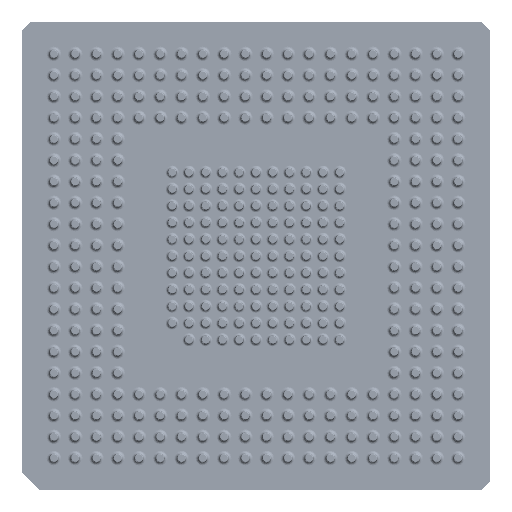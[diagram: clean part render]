
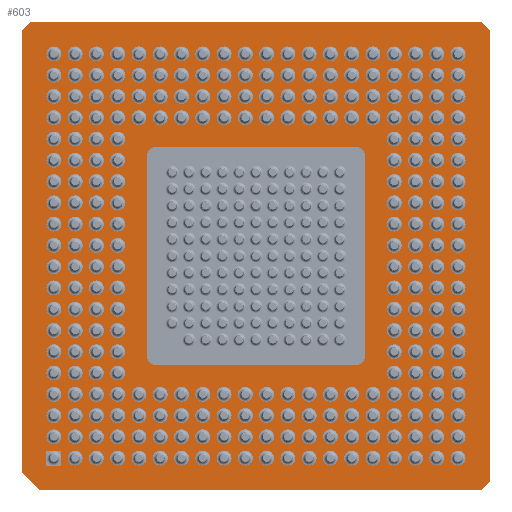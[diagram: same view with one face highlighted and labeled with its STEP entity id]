
A CAD part, front view. The second image highlights one B-rep face of the part: STEP entity #603.
In plain terms, the highlighted planar face has unit normal (0, -1, 0).
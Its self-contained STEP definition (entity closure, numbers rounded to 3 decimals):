
#43=DIRECTION('',(0.,0.,1.));
#44=VECTOR('',#43,26.41);
#45=CARTESIAN_POINT('',(-13.97,0.,-12.95));
#46=LINE('',#45,#44);
#51=DIRECTION('',(1.,0.,0.));
#52=VECTOR('',#51,26.92);
#53=CARTESIAN_POINT('',(-13.46,0.,13.97));
#54=LINE('',#53,#52);
#58=DIRECTION('',(0.,0.,-1.));
#59=VECTOR('',#58,26.92);
#60=CARTESIAN_POINT('',(13.97,0.,13.46));
#61=LINE('',#60,#59);
#65=DIRECTION('',(-1.,0.,0.));
#66=VECTOR('',#65,26.41);
#67=CARTESIAN_POINT('',(13.46,0.,-13.97));
#68=LINE('',#67,#66);
#72=DIRECTION('',(1.,0.,0.));
#73=VECTOR('',#72,0.89);
#74=CARTESIAN_POINT('',(-12.51,0.,-12.51));
#75=LINE('',#74,#73);
#79=DIRECTION('',(0.,0.,1.));
#80=VECTOR('',#79,0.89);
#81=CARTESIAN_POINT('',(-11.62,0.,-12.51));
#82=LINE('',#81,#80);
#86=DIRECTION('',(-1.,0.,0.));
#87=VECTOR('',#86,0.89);
#88=CARTESIAN_POINT('',(-11.62,0.,-11.62));
#89=LINE('',#88,#87);
#93=DIRECTION('',(0.,0.,-1.));
#94=VECTOR('',#93,0.89);
#95=CARTESIAN_POINT('',(-12.51,0.,-11.62));
#96=LINE('',#95,#94);
#100=CARTESIAN_POINT('',(6.,0.,-6.));
#101=DIRECTION('',(0.,-1.,0.));
#102=DIRECTION('',(0.,0.,-1.));
#103=AXIS2_PLACEMENT_3D('',#100,#101,#102);
#108=DIRECTION('',(0.,0.,1.));
#109=VECTOR('',#108,12.);
#110=CARTESIAN_POINT('',(6.5,0.,-6.));
#111=LINE('',#110,#109);
#115=CARTESIAN_POINT('',(6.,0.,6.));
#116=DIRECTION('',(0.,-1.,0.));
#117=DIRECTION('',(1.,0.,0.));
#118=AXIS2_PLACEMENT_3D('',#115,#116,#117);
#123=DIRECTION('',(-1.,0.,0.));
#124=VECTOR('',#123,12.);
#125=CARTESIAN_POINT('',(6.,0.,6.5));
#126=LINE('',#125,#124);
#130=CARTESIAN_POINT('',(-6.,0.,6.));
#131=DIRECTION('',(0.,-1.,0.));
#132=DIRECTION('',(0.,0.,1.));
#133=AXIS2_PLACEMENT_3D('',#130,#131,#132);
#138=DIRECTION('',(0.,0.,-1.));
#139=VECTOR('',#138,12.);
#140=CARTESIAN_POINT('',(-6.5,0.,6.));
#141=LINE('',#140,#139);
#145=CARTESIAN_POINT('',(-6.,0.,-6.));
#146=DIRECTION('',(0.,-1.,0.));
#147=DIRECTION('',(-1.,0.,0.));
#148=AXIS2_PLACEMENT_3D('',#145,#146,#147);
#153=DIRECTION('',(1.,0.,0.));
#154=VECTOR('',#153,12.);
#155=CARTESIAN_POINT('',(-6.,0.,-6.5));
#156=LINE('',#155,#154);
#167=DIRECTION('',(0.707,0.,-0.707));
#168=VECTOR('',#167,1.442);
#169=CARTESIAN_POINT('',(-13.97,0.,-12.95));
#170=LINE('',#169,#168);
#195=DIRECTION('',(0.707,0.,0.707));
#196=VECTOR('',#195,0.721);
#197=CARTESIAN_POINT('',(13.46,0.,-13.97));
#198=LINE('',#197,#196);
#223=DIRECTION('',(-0.707,0.,0.707));
#224=VECTOR('',#223,0.721);
#225=CARTESIAN_POINT('',(13.97,0.,13.46));
#226=LINE('',#225,#224);
#251=DIRECTION('',(-0.707,0.,-0.707));
#252=VECTOR('',#251,0.721);
#253=CARTESIAN_POINT('',(-13.46,0.,13.97));
#254=LINE('',#253,#252);
#472=CARTESIAN_POINT('',(-13.97,0.,-12.95));
#474=VERTEX_POINT('',#472);
#476=CARTESIAN_POINT('',(-12.95,0.,-13.97));
#478=VERTEX_POINT('',#476);
#480=CARTESIAN_POINT('',(13.97,0.,13.46));
#482=VERTEX_POINT('',#480);
#484=CARTESIAN_POINT('',(13.46,0.,13.97));
#486=VERTEX_POINT('',#484);
#488=CARTESIAN_POINT('',(-13.46,0.,13.97));
#490=VERTEX_POINT('',#488);
#492=CARTESIAN_POINT('',(-13.97,0.,13.46));
#494=VERTEX_POINT('',#492);
#496=CARTESIAN_POINT('',(13.46,0.,-13.97));
#498=VERTEX_POINT('',#496);
#500=CARTESIAN_POINT('',(13.97,0.,-13.46));
#502=VERTEX_POINT('',#500);
#512=CARTESIAN_POINT('',(-12.51,0.,-12.51));
#513=CARTESIAN_POINT('',(-11.62,0.,-12.51));
#514=VERTEX_POINT('',#512);
#515=VERTEX_POINT('',#513);
#516=CARTESIAN_POINT('',(-11.62,0.,-11.62));
#517=VERTEX_POINT('',#516);
#518=CARTESIAN_POINT('',(-12.51,0.,-11.62));
#519=VERTEX_POINT('',#518);
#536=CARTESIAN_POINT('',(6.,0.,-6.5));
#537=CARTESIAN_POINT('',(6.5,0.,-6.));
#538=VERTEX_POINT('',#536);
#539=VERTEX_POINT('',#537);
#540=CARTESIAN_POINT('',(6.5,0.,6.));
#541=VERTEX_POINT('',#540);
#542=CARTESIAN_POINT('',(6.,0.,6.5));
#543=VERTEX_POINT('',#542);
#544=CARTESIAN_POINT('',(-6.,0.,6.5));
#545=VERTEX_POINT('',#544);
#546=CARTESIAN_POINT('',(-6.5,0.,6.));
#547=VERTEX_POINT('',#546);
#548=CARTESIAN_POINT('',(-6.5,0.,-6.));
#549=VERTEX_POINT('',#548);
#550=CARTESIAN_POINT('',(-6.,0.,-6.5));
#551=VERTEX_POINT('',#550);
#552=CARTESIAN_POINT('',(0.,0.,0.));
#553=DIRECTION('',(0.,1.,0.));
#554=DIRECTION('',(1.,0.,0.));
#555=AXIS2_PLACEMENT_3D('',#552,#553,#554);
#556=PLANE('',#555);
#558=ORIENTED_EDGE('',*,*,#557,.T.);
#560=ORIENTED_EDGE('',*,*,#559,.F.);
#562=ORIENTED_EDGE('',*,*,#561,.T.);
#564=ORIENTED_EDGE('',*,*,#563,.F.);
#566=ORIENTED_EDGE('',*,*,#565,.T.);
#568=ORIENTED_EDGE('',*,*,#567,.F.);
#570=ORIENTED_EDGE('',*,*,#569,.T.);
#572=ORIENTED_EDGE('',*,*,#571,.F.);
#573=EDGE_LOOP('',(#558,#560,#562,#564,#566,#568,#570,#572));
#574=FACE_OUTER_BOUND('',#573,.F.);
#576=ORIENTED_EDGE('',*,*,#575,.T.);
#578=ORIENTED_EDGE('',*,*,#577,.T.);
#580=ORIENTED_EDGE('',*,*,#579,.T.);
#582=ORIENTED_EDGE('',*,*,#581,.T.);
#583=EDGE_LOOP('',(#576,#578,#580,#582));
#584=FACE_BOUND('',#583,.F.);
#586=ORIENTED_EDGE('',*,*,#585,.T.);
#588=ORIENTED_EDGE('',*,*,#587,.T.);
#590=ORIENTED_EDGE('',*,*,#589,.T.);
#592=ORIENTED_EDGE('',*,*,#591,.T.);
#594=ORIENTED_EDGE('',*,*,#593,.T.);
#596=ORIENTED_EDGE('',*,*,#595,.T.);
#598=ORIENTED_EDGE('',*,*,#597,.T.);
#600=ORIENTED_EDGE('',*,*,#599,.T.);
#601=EDGE_LOOP('',(#586,#588,#590,#592,#594,#596,#598,#600));
#602=FACE_BOUND('',#601,.F.);
#603=ADVANCED_FACE('',(#574,#584,#602),#556,.F.);
#104=CIRCLE('',#103,0.5);
#119=CIRCLE('',#118,0.5);
#134=CIRCLE('',#133,0.5);
#149=CIRCLE('',#148,0.5);
#557=EDGE_CURVE('',#474,#494,#46,.T.);
#559=EDGE_CURVE('',#490,#494,#254,.T.);
#561=EDGE_CURVE('',#490,#486,#54,.T.);
#563=EDGE_CURVE('',#482,#486,#226,.T.);
#565=EDGE_CURVE('',#482,#502,#61,.T.);
#567=EDGE_CURVE('',#498,#502,#198,.T.);
#569=EDGE_CURVE('',#498,#478,#68,.T.);
#571=EDGE_CURVE('',#474,#478,#170,.T.);
#575=EDGE_CURVE('',#514,#515,#75,.T.);
#577=EDGE_CURVE('',#515,#517,#82,.T.);
#579=EDGE_CURVE('',#517,#519,#89,.T.);
#581=EDGE_CURVE('',#519,#514,#96,.T.);
#585=EDGE_CURVE('',#538,#539,#104,.T.);
#587=EDGE_CURVE('',#539,#541,#111,.T.);
#589=EDGE_CURVE('',#541,#543,#119,.T.);
#591=EDGE_CURVE('',#543,#545,#126,.T.);
#593=EDGE_CURVE('',#545,#547,#134,.T.);
#595=EDGE_CURVE('',#547,#549,#141,.T.);
#597=EDGE_CURVE('',#549,#551,#149,.T.);
#599=EDGE_CURVE('',#551,#538,#156,.T.);
